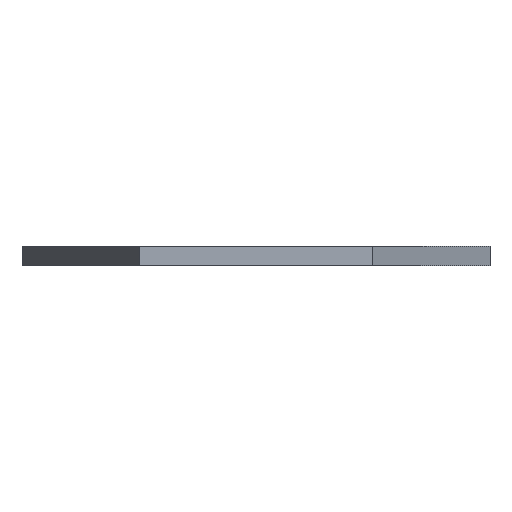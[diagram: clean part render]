
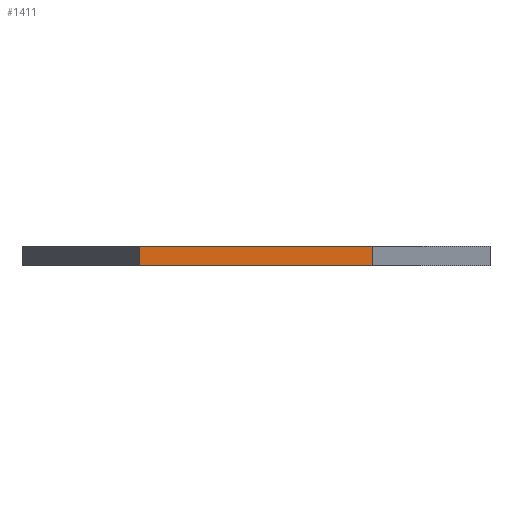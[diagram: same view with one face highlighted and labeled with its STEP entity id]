
A CAD part, left-side view. The second image highlights one B-rep face of the part: STEP entity #1411.
In plain terms, the highlighted planar face has unit normal (-1, 0, 0).
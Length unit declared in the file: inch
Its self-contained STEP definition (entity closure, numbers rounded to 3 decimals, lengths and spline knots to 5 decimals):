
#1355=CARTESIAN_POINT('',(-3.75,0.75,0.25));
#1356=VERTEX_POINT('',#1355);
#1363=CARTESIAN_POINT('',(-3.75,0.75,0.));
#1364=VERTEX_POINT('',#1363);
#1365=CARTESIAN_POINT('',(-3.75,0.75,0.));
#1366=DIRECTION('',(0.0,0.0,1.0));
#1367=VECTOR('',#1366,0.25);
#1368=LINE('',#1365,#1367);
#1369=EDGE_CURVE('',#1364,#1356,#1368,.T.);
#1381=CARTESIAN_POINT('',(-3.75,0.75,0.));
#1382=DIRECTION('',(-1.0,0.0,0.0));
#1383=DIRECTION('',(0.0,0.0,1.0));
#1384=AXIS2_PLACEMENT_3D('',#1381,#1382,#1383);
#1385=PLANE('',#1384);
#1386=CARTESIAN_POINT('',(-3.75,3.75,0.25));
#1387=VERTEX_POINT('',#1386);
#1388=CARTESIAN_POINT('',(-3.75,0.75,0.25));
#1389=DIRECTION('',(0.0,1.0,0.0));
#1390=VECTOR('',#1389,3.0);
#1391=LINE('',#1388,#1390);
#1392=EDGE_CURVE('',#1356,#1387,#1391,.T.);
#1393=ORIENTED_EDGE('',*,*,#1392,.T.);
#1394=CARTESIAN_POINT('',(-3.75,3.75,0.));
#1395=VERTEX_POINT('',#1394);
#1396=CARTESIAN_POINT('',(-3.75,3.75,0.));
#1397=DIRECTION('',(0.0,0.0,1.0));
#1398=VECTOR('',#1397,0.25);
#1399=LINE('',#1396,#1398);
#1400=EDGE_CURVE('',#1395,#1387,#1399,.T.);
#1401=ORIENTED_EDGE('',*,*,#1400,.F.);
#1402=CARTESIAN_POINT('',(-3.75,0.75,0.));
#1403=DIRECTION('',(0.0,1.0,0.0));
#1404=VECTOR('',#1403,3.0);
#1405=LINE('',#1402,#1404);
#1406=EDGE_CURVE('',#1364,#1395,#1405,.T.);
#1407=ORIENTED_EDGE('',*,*,#1406,.F.);
#1408=ORIENTED_EDGE('',*,*,#1369,.T.);
#1409=EDGE_LOOP('',(#1393,#1401,#1407,#1408));
#1410=FACE_OUTER_BOUND('',#1409,.T.);
#1411=ADVANCED_FACE('',(#1410),#1385,.T.);
